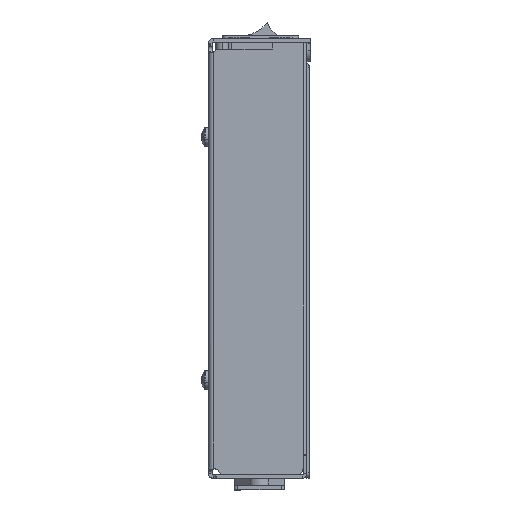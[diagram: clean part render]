
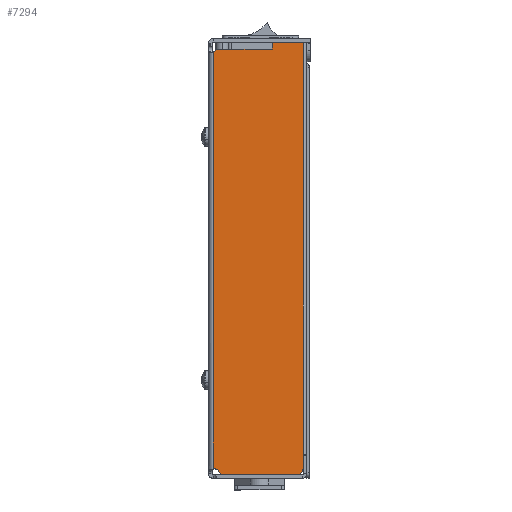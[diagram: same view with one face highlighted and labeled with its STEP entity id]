
A CAD part, left-side view. The second image highlights one B-rep face of the part: STEP entity #7294.
In plain terms, the highlighted face is planar.
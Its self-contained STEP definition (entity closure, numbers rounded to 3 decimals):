
#715 = VECTOR ( 'NONE', #2591, 1000. ) ;
#1118 = LINE ( 'NONE', #47396, #9135 ) ;
#2591 = DIRECTION ( 'NONE',  ( 0., 0., 1. ) ) ;
#3899 = VECTOR ( 'NONE', #29625, 1000. ) ;
#4696 = DIRECTION ( 'NONE',  ( 1., 0., 0. ) ) ;
#5592 = DIRECTION ( 'NONE',  ( 0., 0., 1. ) ) ;
#6586 = EDGE_CURVE ( 'NONE', #37156, #29738, #24290, .T. ) ;
#6590 = CARTESIAN_POINT ( 'NONE',  ( 223., -40.8, 90.93 ) ) ;
#7227 = CARTESIAN_POINT ( 'NONE',  ( 223., -1.6, -90.47 ) ) ;
#7265 = VERTEX_POINT ( 'NONE', #33934 ) ;
#7294 = ADVANCED_FACE ( 'NONE', ( #41025 ), #29912, .T. ) ;
#9103 = ORIENTED_EDGE ( 'NONE', *, *, #33281, .T. ) ;
#9135 = VECTOR ( 'NONE', #16313, 1000. ) ;
#9323 = CIRCLE ( 'NONE', #44874, 1.4 ) ;
#9641 = CARTESIAN_POINT ( 'NONE',  ( 223., -40.8, 84.63 ) ) ;
#9741 = AXIS2_PLACEMENT_3D ( 'NONE', #49729, #30521, #26744 ) ;
#10529 = LINE ( 'NONE', #7227, #32521 ) ;
#10954 = CARTESIAN_POINT ( 'NONE',  ( 223., -38.3, 93.43 ) ) ;
#12185 = AXIS2_PLACEMENT_3D ( 'NONE', #42905, #4696, #27988 ) ;
#12273 = CARTESIAN_POINT ( 'NONE',  ( 223., -3., -90.47 ) ) ;
#12433 = CARTESIAN_POINT ( 'NONE',  ( 223., -40.8, 90.93 ) ) ;
#14217 = DIRECTION ( 'NONE',  ( 0., -1., 0. ) ) ;
#15924 = EDGE_CURVE ( 'NONE', #16707, #43517, #33460, .T. ) ;
#16313 = DIRECTION ( 'NONE',  ( 0., 0., -1. ) ) ;
#16707 = VERTEX_POINT ( 'NONE', #9641 ) ;
#17791 = LINE ( 'NONE', #18278, #715 ) ;
#17862 = EDGE_CURVE ( 'NONE', #44713, #27232, #10529, .T. ) ;
#18252 = LINE ( 'NONE', #49110, #25561 ) ;
#18278 = CARTESIAN_POINT ( 'NONE',  ( 223., -27.6, -90.47 ) ) ;
#18519 = DIRECTION ( 'NONE',  ( 0., -1., 0. ) ) ;
#19391 = EDGE_LOOP ( 'NONE', ( #26017, #45709, #9103, #41895, #36794, #42864, #40597, #37793, #45594, #28051 ) ) ;
#19419 = CARTESIAN_POINT ( 'NONE',  ( 223., -2., -89.128 ) ) ;
#21141 = CARTESIAN_POINT ( 'NONE',  ( 223., -40.8, 84.63 ) ) ;
#22932 = DIRECTION ( 'NONE',  ( 0., 1., 0. ) ) ;
#23374 = CIRCLE ( 'NONE', #9741, 2.5 ) ;
#24290 = CIRCLE ( 'NONE', #12185, 2.5 ) ;
#25561 = VECTOR ( 'NONE', #18519, 1000. ) ;
#25979 = DIRECTION ( 'NONE',  ( 0., 1., 0. ) ) ;
#26017 = ORIENTED_EDGE ( 'NONE', *, *, #37445, .F. ) ;
#26744 = DIRECTION ( 'NONE',  ( 0., 0., 1. ) ) ;
#26751 = CARTESIAN_POINT ( 'NONE',  ( 223., -27.6, -93.37 ) ) ;
#27072 = EDGE_CURVE ( 'NONE', #43723, #7265, #23374, .T. ) ;
#27232 = VERTEX_POINT ( 'NONE', #12273 ) ;
#27988 = DIRECTION ( 'NONE',  ( 0., 0., 1. ) ) ;
#28037 = CARTESIAN_POINT ( 'NONE',  ( 223., -27.6, -90.47 ) ) ;
#28051 = ORIENTED_EDGE ( 'NONE', *, *, #32190, .F. ) ;
#28280 = EDGE_CURVE ( 'NONE', #43517, #44639, #30039, .T. ) ;
#28633 = DIRECTION ( 'NONE',  ( 1., 0., 0. ) ) ;
#28813 = CARTESIAN_POINT ( 'NONE',  ( 223., -2., 90.981 ) ) ;
#28996 = CARTESIAN_POINT ( 'NONE',  ( 223., -40.8, -93.37 ) ) ;
#29625 = DIRECTION ( 'NONE',  ( 0., 0., -1. ) ) ;
#29738 = VERTEX_POINT ( 'NONE', #12433 ) ;
#29912 = PLANE ( 'NONE',  #32400 ) ;
#30039 = LINE ( 'NONE', #26751, #38783 ) ;
#30466 = VERTEX_POINT ( 'NONE', #19419 ) ;
#30521 = DIRECTION ( 'NONE',  ( -1., 0., 0. ) ) ;
#32190 = EDGE_CURVE ( 'NONE', #30466, #27232, #9323, .T. ) ;
#32400 = AXIS2_PLACEMENT_3D ( 'NONE', #37239, #44567, #14217 ) ;
#32521 = VECTOR ( 'NONE', #25979, 1000. ) ;
#33028 = CARTESIAN_POINT ( 'NONE',  ( 223., -40.8, -34.037 ) ) ;
#33281 = EDGE_CURVE ( 'NONE', #7265, #37156, #18252, .T. ) ;
#33460 = B_SPLINE_CURVE_WITH_KNOTS ( 'NONE', 3,
 ( #21141, #44146, #33028, #44907 ),
 .UNSPECIFIED., .F., .F.,
 ( 4, 4 ),
 ( 0., 1. ),
 .UNSPECIFIED. ) ;
#33934 = CARTESIAN_POINT ( 'NONE',  ( 223., -5., 93.43 ) ) ;
#36794 = ORIENTED_EDGE ( 'NONE', *, *, #48488, .T. ) ;
#37156 = VERTEX_POINT ( 'NONE', #10954 ) ;
#37239 = CARTESIAN_POINT ( 'NONE',  ( 223., 443.5, 93.43 ) ) ;
#37445 = EDGE_CURVE ( 'NONE', #43723, #30466, #1118, .T. ) ;
#37793 = ORIENTED_EDGE ( 'NONE', *, *, #42070, .T. ) ;
#38783 = VECTOR ( 'NONE', #22932, 1000. ) ;
#40597 = ORIENTED_EDGE ( 'NONE', *, *, #28280, .T. ) ;
#41025 = FACE_OUTER_BOUND ( 'NONE', #19391, .T. ) ;
#41497 = LINE ( 'NONE', #6590, #3899 ) ;
#41895 = ORIENTED_EDGE ( 'NONE', *, *, #6586, .T. ) ;
#42070 = EDGE_CURVE ( 'NONE', #44639, #44713, #17791, .T. ) ;
#42864 = ORIENTED_EDGE ( 'NONE', *, *, #15924, .T. ) ;
#42905 = CARTESIAN_POINT ( 'NONE',  ( 223., -38.3, 90.93 ) ) ;
#43517 = VERTEX_POINT ( 'NONE', #28996 ) ;
#43723 = VERTEX_POINT ( 'NONE', #28813 ) ;
#44146 = CARTESIAN_POINT ( 'NONE',  ( 223., -40.8, 25.297 ) ) ;
#44567 = DIRECTION ( 'NONE',  ( 1., 0., 0. ) ) ;
#44639 = VERTEX_POINT ( 'NONE', #46742 ) ;
#44713 = VERTEX_POINT ( 'NONE', #28037 ) ;
#44874 = AXIS2_PLACEMENT_3D ( 'NONE', #47844, #28633, #5592 ) ;
#44907 = CARTESIAN_POINT ( 'NONE',  ( 223., -40.8, -93.37 ) ) ;
#45594 = ORIENTED_EDGE ( 'NONE', *, *, #17862, .T. ) ;
#45709 = ORIENTED_EDGE ( 'NONE', *, *, #27072, .T. ) ;
#46742 = CARTESIAN_POINT ( 'NONE',  ( 223., -27.6, -93.37 ) ) ;
#47396 = CARTESIAN_POINT ( 'NONE',  ( 223., -2., 93.43 ) ) ;
#47844 = CARTESIAN_POINT ( 'NONE',  ( 223., -1.6, -90.47 ) ) ;
#48488 = EDGE_CURVE ( 'NONE', #29738, #16707, #41497, .T. ) ;
#49110 = CARTESIAN_POINT ( 'NONE',  ( 223., -38.3, 93.43 ) ) ;
#49729 = CARTESIAN_POINT ( 'NONE',  ( 223., -2.5, 93.43 ) ) ;
